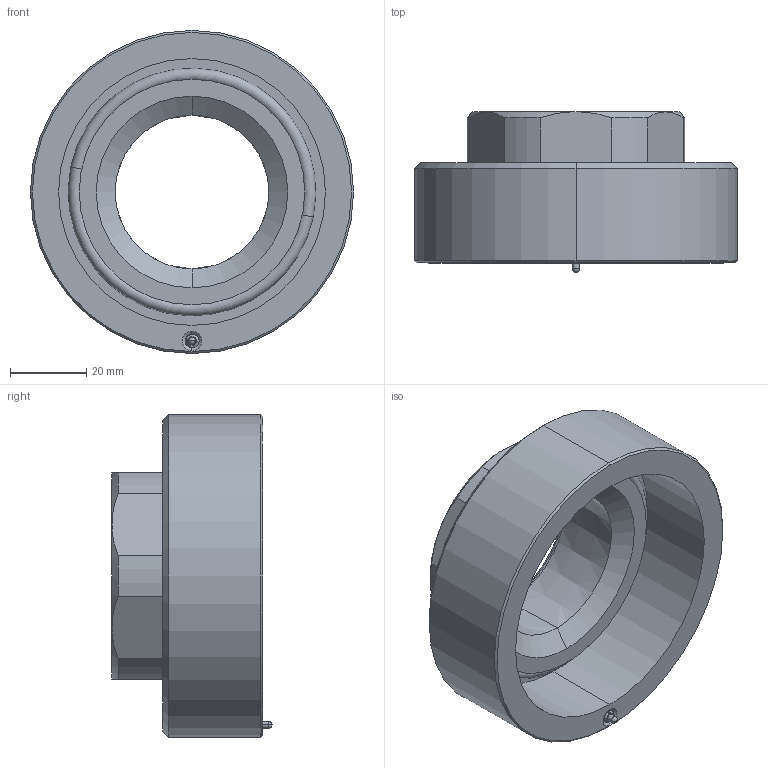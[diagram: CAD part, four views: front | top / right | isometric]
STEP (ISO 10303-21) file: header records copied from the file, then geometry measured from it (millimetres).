
FILE_DESCRIPTION (( 'STEP AP214' ), '1' );
FILE_NAME ('ORC7230-M01.STEP', '2026-01-06T16:21:33', ( '' ), ( '' ), 'SwSTEP 2.0', 'SolidWorks 2024', '' );
FILE_SCHEMA (( 'AUTOMOTIVE_DESIGN' ));
Length unit declared in the file: inch
Products named in the file (1): ORC7230-M01
Bounding box: 84.58 x 41.92 x 84.58 mm (x, y, z)
Volume: 81651.8 mm3; surface area: 29392.7 mm2
Topology: 5 solids, 6 shells, 157 faces, 398 edges, 248 vertices
Faces by surface type: cylinder 64, plane 34, cone 28, bspline 19, torus 10, sphere 2
Entity records: 15209 total; most frequent: CARTESIAN_POINT 11821, ORIENTED_EDGE 784, DIRECTION 599, EDGE_CURVE 392, VERTEX_POINT 246, AXIS2_PLACEMENT_3D 240, EDGE_LOOP 164, FACE_OUTER_BOUND 157
